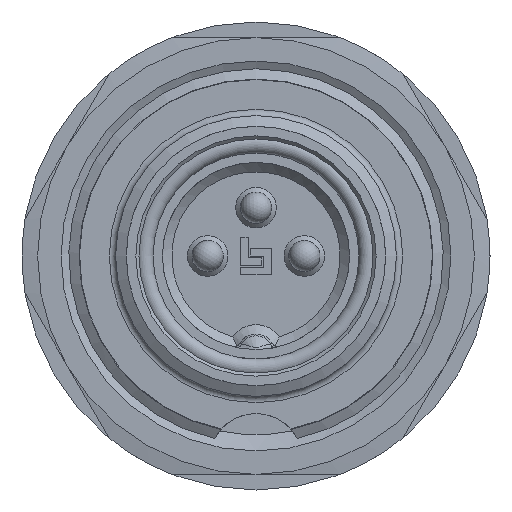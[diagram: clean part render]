
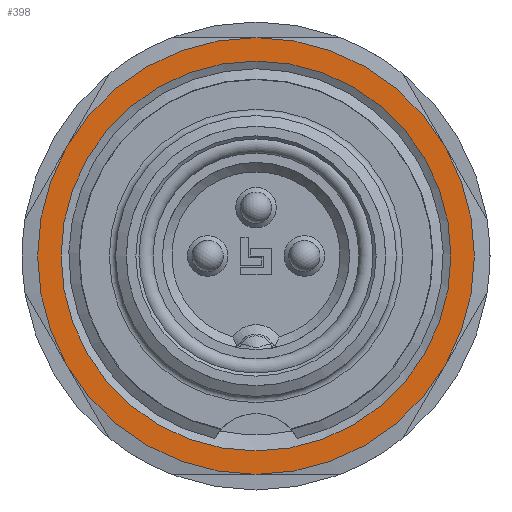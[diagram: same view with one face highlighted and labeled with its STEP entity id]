
A CAD part, left-side view. The second image highlights one B-rep face of the part: STEP entity #398.
In plain terms, the highlighted planar face has unit normal (-1, 0, 0).
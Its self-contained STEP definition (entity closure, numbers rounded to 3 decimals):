
#307=PLANE('',#2119);
#398=ADVANCED_FACE('',(#558,#559),#307,.T.);
#558=FACE_BOUND('',#706,.T.);
#559=FACE_BOUND('',#707,.T.);
#706=EDGE_LOOP('',(#1243));
#707=EDGE_LOOP('',(#1244,#1245,#1246,#1247,#1248,#1249));
#1243=ORIENTED_EDGE('',*,*,#1759,.T.);
#1244=ORIENTED_EDGE('',*,*,#1766,.T.);
#1245=ORIENTED_EDGE('',*,*,#1767,.T.);
#1246=ORIENTED_EDGE('',*,*,#1768,.T.);
#1247=ORIENTED_EDGE('',*,*,#1769,.T.);
#1248=ORIENTED_EDGE('',*,*,#1770,.T.);
#1249=ORIENTED_EDGE('',*,*,#1771,.T.);
#1542=VERTEX_POINT('',#3486);
#1549=VERTEX_POINT('',#3502);
#1550=VERTEX_POINT('',#3503);
#1551=VERTEX_POINT('',#3505);
#1552=VERTEX_POINT('',#3507);
#1553=VERTEX_POINT('',#3509);
#1554=VERTEX_POINT('',#3511);
#1759=EDGE_CURVE('',#1542,#1542,#1921,.T.);
#1766=EDGE_CURVE('',#1549,#1550,#1928,.T.);
#1767=EDGE_CURVE('',#1550,#1551,#1929,.T.);
#1768=EDGE_CURVE('',#1551,#1552,#1930,.T.);
#1769=EDGE_CURVE('',#1552,#1553,#1931,.T.);
#1770=EDGE_CURVE('',#1553,#1554,#1932,.T.);
#1771=EDGE_CURVE('',#1554,#1549,#1933,.T.);
#1921=CIRCLE('',#2104,6.249);
#1928=CIRCLE('',#2113,7.);
#1929=CIRCLE('',#2114,7.);
#1930=CIRCLE('',#2115,7.);
#1931=CIRCLE('',#2116,7.);
#1932=CIRCLE('',#2117,7.);
#1933=CIRCLE('',#2118,7.);
#2104=AXIS2_PLACEMENT_3D('',#3485,#2537,#2538);
#2113=AXIS2_PLACEMENT_3D('',#3501,#2555,#2556);
#2114=AXIS2_PLACEMENT_3D('',#3504,#2557,#2558);
#2115=AXIS2_PLACEMENT_3D('',#3506,#2559,#2560);
#2116=AXIS2_PLACEMENT_3D('',#3508,#2561,#2562);
#2117=AXIS2_PLACEMENT_3D('',#3510,#2563,#2564);
#2118=AXIS2_PLACEMENT_3D('',#3512,#2565,#2566);
#2119=AXIS2_PLACEMENT_3D('',#3513,#2567,#2568);
#2537=DIRECTION('',(1.,0.,0.));
#2538=DIRECTION('',(0.,0.,1.));
#2555=DIRECTION('',(-1.,0.,0.));
#2556=DIRECTION('',(0.,0.,1.));
#2557=DIRECTION('',(-1.,0.,0.));
#2558=DIRECTION('',(0.,0.,1.));
#2559=DIRECTION('',(-1.,0.,0.));
#2560=DIRECTION('',(0.,0.,1.));
#2561=DIRECTION('',(-1.,0.,0.));
#2562=DIRECTION('',(0.,0.,1.));
#2563=DIRECTION('',(-1.,0.,0.));
#2564=DIRECTION('',(0.,0.,1.));
#2565=DIRECTION('',(-1.,0.,0.));
#2566=DIRECTION('',(0.,0.,1.));
#2567=DIRECTION('',(-1.,0.,0.));
#2568=DIRECTION('',(0.,0.,1.));
#3485=CARTESIAN_POINT('',(9.5,0.,0.));
#3486=CARTESIAN_POINT('',(9.5,0.,6.249));
#3501=CARTESIAN_POINT('',(9.5,0.,0.));
#3502=CARTESIAN_POINT('',(9.5,6.062,3.5));
#3503=CARTESIAN_POINT('',(9.5,6.062,-3.5));
#3504=CARTESIAN_POINT('',(9.5,0.,0.));
#3505=CARTESIAN_POINT('',(9.5,0.,-7.));
#3506=CARTESIAN_POINT('',(9.5,0.,0.));
#3507=CARTESIAN_POINT('',(9.5,-6.062,-3.5));
#3508=CARTESIAN_POINT('',(9.5,0.,0.));
#3509=CARTESIAN_POINT('',(9.5,-6.062,3.5));
#3510=CARTESIAN_POINT('',(9.5,0.,0.));
#3511=CARTESIAN_POINT('',(9.5,0.,7.));
#3512=CARTESIAN_POINT('',(9.5,0.,0.));
#3513=CARTESIAN_POINT('',(9.5,0.,0.));
